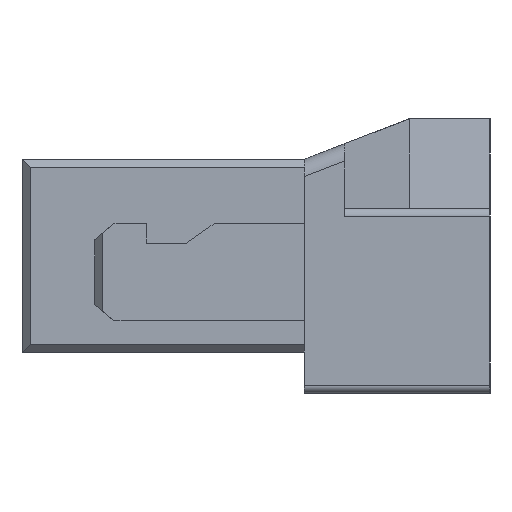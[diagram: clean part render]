
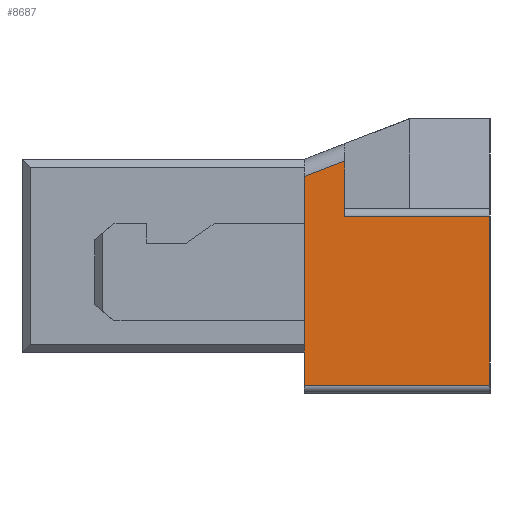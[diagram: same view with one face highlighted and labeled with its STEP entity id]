
A CAD part, left-side view. The second image highlights one B-rep face of the part: STEP entity #8687.
In plain terms, the highlighted planar face has unit normal (-1, 0, 0).
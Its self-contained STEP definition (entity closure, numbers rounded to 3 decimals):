
#1575=ORIENTED_EDGE('',*,*,#3752,.T.);
#1576=ORIENTED_EDGE('',*,*,#3753,.T.);
#1577=ORIENTED_EDGE('',*,*,#3754,.T.);
#1578=ORIENTED_EDGE('',*,*,#3755,.T.);
#1579=ORIENTED_EDGE('',*,*,#3756,.T.);
#1580=ORIENTED_EDGE('',*,*,#3751,.T.);
#3751=EDGE_CURVE('',#4826,#4827,#5822,.T.);
#3752=EDGE_CURVE('',#4827,#4828,#5823,.T.);
#3753=EDGE_CURVE('',#4828,#4829,#5824,.F.);
#3754=EDGE_CURVE('',#4829,#4830,#5825,.T.);
#3755=EDGE_CURVE('',#4830,#4831,#5826,.T.);
#3756=EDGE_CURVE('',#4831,#4826,#5827,.T.);
#4826=VERTEX_POINT('',#13487);
#4827=VERTEX_POINT('',#13489);
#4828=VERTEX_POINT('',#13493);
#4829=VERTEX_POINT('',#13495);
#4830=VERTEX_POINT('',#13497);
#4831=VERTEX_POINT('',#13499);
#5822=LINE('',#13490,#6917);
#5823=LINE('',#13492,#6918);
#5824=LINE('',#13494,#6919);
#5825=LINE('',#13496,#6920);
#5826=LINE('',#13498,#6921);
#5827=LINE('',#13500,#6922);
#6917=VECTOR('',#10868,1000.);
#6918=VECTOR('',#10871,1000.);
#6919=VECTOR('',#10872,1000.);
#6920=VECTOR('',#10873,1000.);
#6921=VECTOR('',#10874,1000.);
#6922=VECTOR('',#10875,1000.);
#7480=EDGE_LOOP('',(#1575,#1576,#1577,#1578,#1579,#1580));
#7911=FACE_BOUND('',#7480,.T.);
#8304=PLANE('',#9231);
#8687=ADVANCED_FACE('',(#7911),#8304,.F.);
#9231=AXIS2_PLACEMENT_3D('',#13491,#10869,#10870);
#10868=DIRECTION('',(0.,-1.,0.));
#10869=DIRECTION('',(1.,0.,0.));
#10870=DIRECTION('',(0.,0.,-1.));
#10871=DIRECTION('',(0.,0.,1.));
#10872=DIRECTION('',(0.,-1.,0.));
#10873=DIRECTION('',(0.,0.,1.));
#10874=DIRECTION('',(0.,0.933,-0.359));
#10875=DIRECTION('',(0.,0.,-1.));
#13487=CARTESIAN_POINT('',(-2.4,1.15,-0.8));
#13489=CARTESIAN_POINT('',(-2.4,0.,-0.8));
#13490=CARTESIAN_POINT('',(-2.4,2.9,-0.8));
#13491=CARTESIAN_POINT('',(-2.4,2.9,-0.85));
#13492=CARTESIAN_POINT('',(-2.4,0.,-0.85));
#13493=CARTESIAN_POINT('',(-2.4,0.,0.246));
#13494=CARTESIAN_POINT('',(-2.4,2.9,0.246));
#13495=CARTESIAN_POINT('',(-2.4,0.9,0.246));
#13496=CARTESIAN_POINT('',(-2.4,0.9,0.296));
#13497=CARTESIAN_POINT('',(-2.4,0.9,0.589));
#13498=CARTESIAN_POINT('',(-2.4,3.124,-0.267));
#13499=CARTESIAN_POINT('',(-2.4,1.15,0.493));
#13500=CARTESIAN_POINT('',(-2.4,1.15,-0.85));
